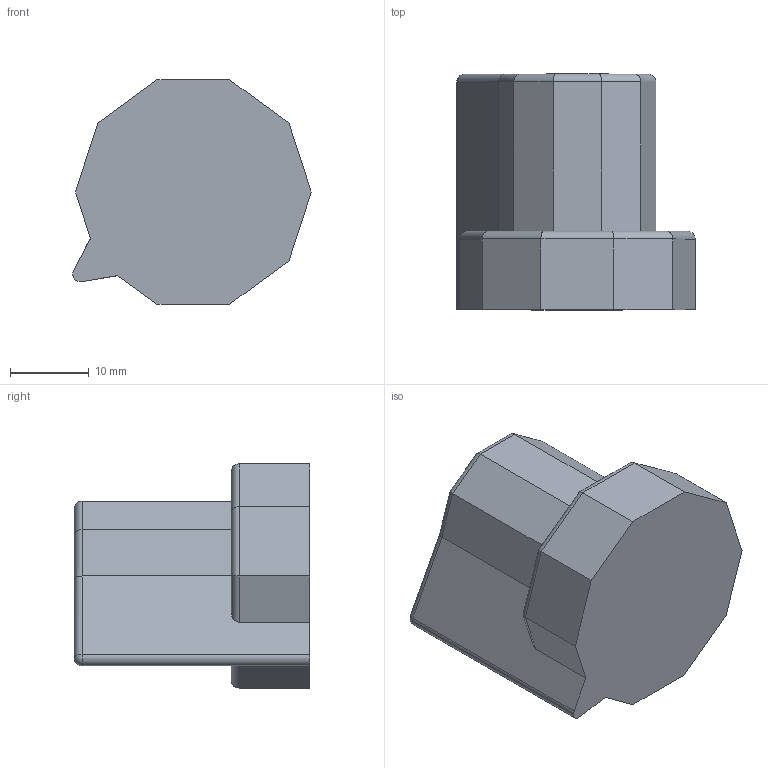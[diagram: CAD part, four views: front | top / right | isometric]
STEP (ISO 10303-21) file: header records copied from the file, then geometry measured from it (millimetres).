
FILE_DESCRIPTION (( 'STEP AP214' ), '1' );
FILE_NAME ('bigpotje.STEP', '2021-05-24T13:39:56', ( '' ), ( '' ), 'SwSTEP 2.0', 'SolidWorks 2019', '' );
FILE_SCHEMA (( 'AUTOMOTIVE_DESIGN' ));
Length unit declared in the file: millimetre
Products named in the file (1): bigpotje
Bounding box: 30.35 x 30 x 28.53 mm (x, y, z)
Volume: 13751.7 mm3; surface area: 3744 mm2
Topology: 1 solids, 1 shells, 45 faces, 109 edges, 65 vertices
Faces by surface type: plane 23, cylinder 21, sphere 1
Entity records: 1292 total; most frequent: CARTESIAN_POINT 279, ORIENTED_EDGE 216, DIRECTION 184, EDGE_CURVE 108, LINE 84, VECTOR 84, VERTEX_POINT 65, AXIS2_PLACEMENT_3D 50
